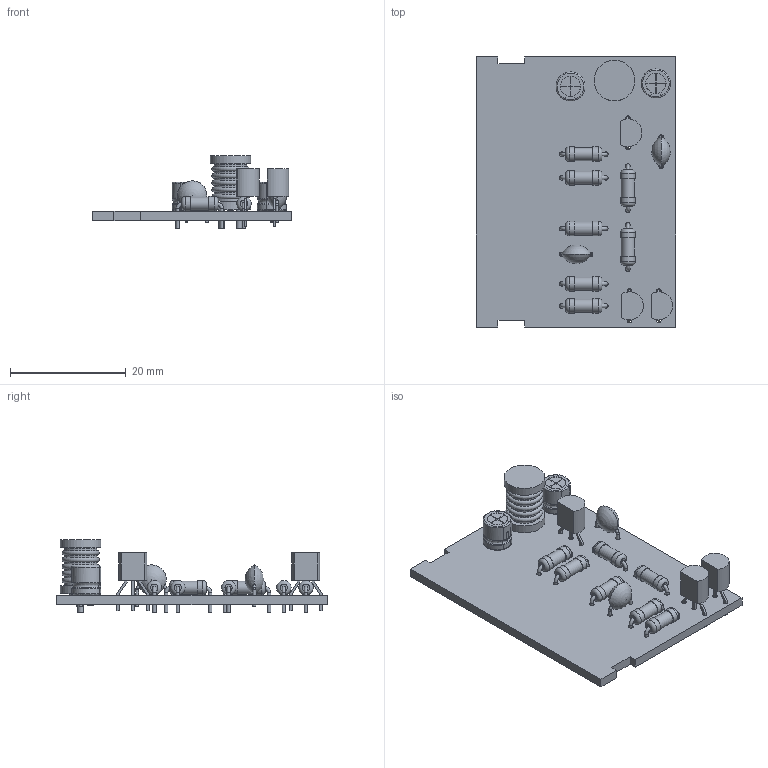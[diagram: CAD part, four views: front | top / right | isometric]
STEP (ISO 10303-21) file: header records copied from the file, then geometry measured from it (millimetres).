
FILE_DESCRIPTION(('KiCad electronic assembly'),'2;1');
FILE_NAME('OdysseyDaughterCardHorizSyncGenerator.step', '2024-06-18T22:13:14',('Pcbnew'),('Kicad'), 'Open CASCADE STEP processor 7.7','KiCad to STEP converter','Unknown' );
FILE_SCHEMA(('AUTOMOTIVE_DESIGN { 1 0 10303 214 1 1 1 1 }'));
Length unit declared in the file: millimetre
Products named in the file (12): OdysseyDaughterCardHorizSyncGenerator 1; C_Disc_D5.1mm_W3.2mm_P5.00mm; C_Disc_D51mm_W32mm_P500mm; CP_Radial_D5.0mm_P2.00mm; CP_Radial_D50mm_P200mm; L_Radial_D7.0mm_P3.00mm; TO-92_Inline_Wide; R_Axial_DIN0207_L6.3mm_D2.5mm_P7.62mm_Horizontal; R_Axial_DIN0207_L63mm_D25mm_P762mm_Horizontal; _autosave-OdysseyDaughterCardHorizSyncGenerator_PCB
Assembly tree (21 placements, depth 3):
  OdysseyDaughterCardHorizSyncGenerator 1
    C_Disc_D5.1mm_W3.2mm_P5.00mm  x2
      C_Disc_D51mm_W32mm_P500mm
    CP_Radial_D5.0mm_P2.00mm  x2
      CP_Radial_D50mm_P200mm
    L_Radial_D7.0mm_P3.00mm
      L_Radial_D7.0mm_P3.00mm
    TO-92_Inline_Wide  x3
      TO-92_Inline_Wide
    R_Axial_DIN0207_L6.3mm_D2.5mm_P7.62mm_Horizontal  x7
      R_Axial_DIN0207_L63mm_D25mm_P762mm_Horizontal
    _autosave-OdysseyDaughterCardHorizSyncGenerator_PCB
Bounding box: 34.42 x 46.6 x 12.55 mm (x, y, z)
Volume: 3512.3 mm3; surface area: 5310.9 mm2
Topology: 16 solids, 18 shells, 378 faces, 820 edges, 522 vertices
Faces by surface type: plane 193, cylinder 118, torus 37, revolution 14, bspline 12, sphere 4
Full cylindrical faces by diameter (mm): 0.5 x12, 0.6 x14, 0.8 x31, 1 x3, 1.3 x2, 1.4 x2, 2.25 x7, 2.5 x14, 5.6 x6, 7 x2
Entity records: 7468 total; most frequent: CARTESIAN_POINT 2073, DIRECTION 932, ORIENTED_EDGE 814, EDGE_CURVE 407, AXIS2_PLACEMENT_3D 361, VERTEX_POINT 262, FACE_BOUND 257, EDGE_LOOP 257
